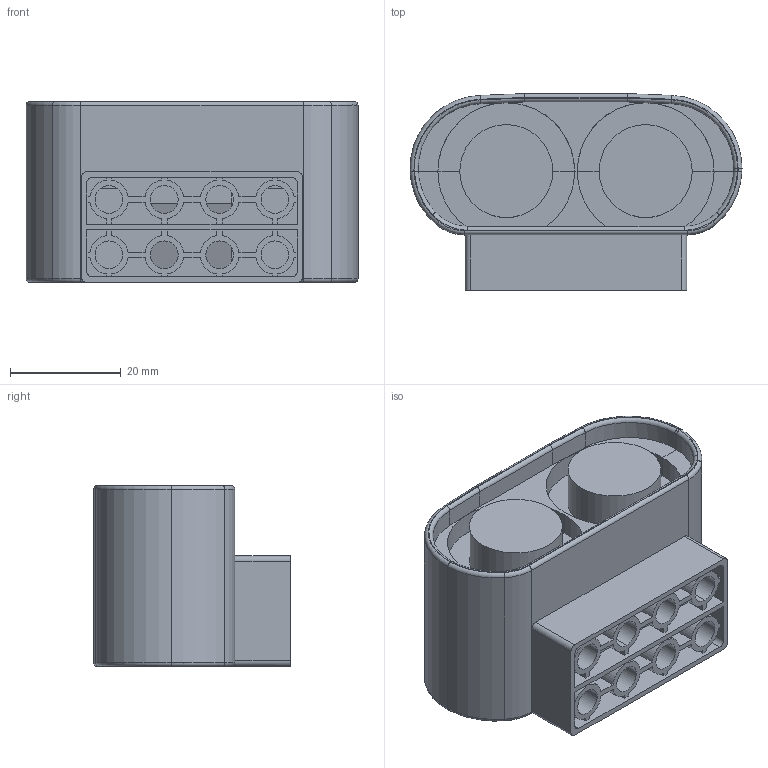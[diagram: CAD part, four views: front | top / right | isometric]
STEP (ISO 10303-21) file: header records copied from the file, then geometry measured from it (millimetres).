
FILE_DESCRIPTION (( 'STEP AP203' ), '1' );
FILE_NAME ('UltrasonicSensor2_ver2.STEP', '2019-04-25T00:59:41', ( '' ), ( '' ), 'SwSTEP 2.0', 'SolidWorks 2019', '' );
FILE_SCHEMA (( 'CONFIG_CONTROL_DESIGN' ));
Length unit declared in the file: millimetre
Products named in the file (3): HC-SR04; UltrasonicSensor2_ver2; UScA_ver2
Assembly tree (2 placements, depth 2):
  UltrasonicSensor2_ver2
    UScA_ver2
    HC-SR04
Bounding box: 59.99 x 35.5 x 32.7 mm (x, y, z)
Volume: 30402.6 mm3; surface area: 22620 mm2
Topology: 3 solids, 3 shells, 314 faces, 858 edges, 557 vertices
Faces by surface type: plane 178, cylinder 116, torus 20
Entity records: 10330 total; most frequent: CARTESIAN_POINT 1850, DIRECTION 1735, ORIENTED_EDGE 1716, EDGE_CURVE 858, VECTOR 579, LINE 579, AXIS2_PLACEMENT_3D 578, VERTEX_POINT 557
